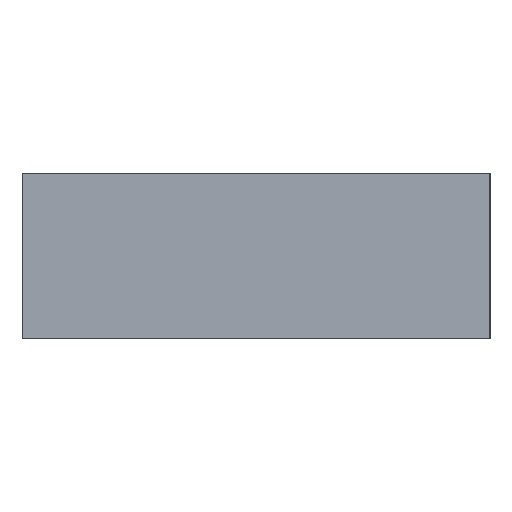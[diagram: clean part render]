
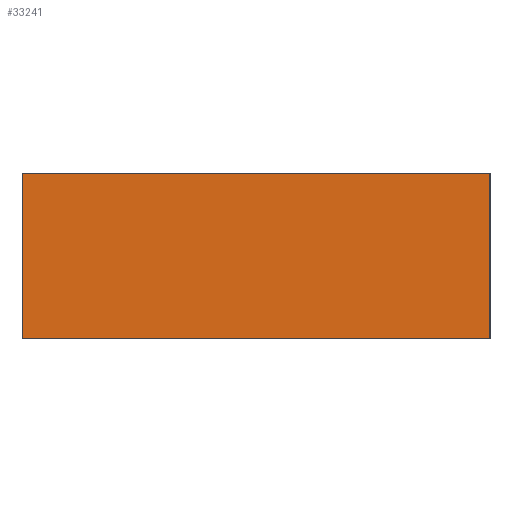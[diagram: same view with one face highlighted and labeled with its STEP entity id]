
A CAD part, front view. The second image highlights one B-rep face of the part: STEP entity #33241.
In plain terms, the highlighted planar face has unit normal (0, -1, 0).
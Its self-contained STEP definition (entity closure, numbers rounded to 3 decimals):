
#791 = ORIENTED_EDGE ( 'NONE', *, *, #27139, .T. ) ;
#1453 = DIRECTION ( 'NONE',  ( 1., 0., 0. ) ) ;
#5174 = FACE_OUTER_BOUND ( 'NONE', #30617, .T. ) ;
#6223 = VECTOR ( 'NONE', #26956, 1000. ) ;
#7390 = VECTOR ( 'NONE', #1453, 1000. ) ;
#7781 = DIRECTION ( 'NONE',  ( 0., 0., 1. ) ) ;
#9536 = VERTEX_POINT ( 'NONE', #13697 ) ;
#10952 = CARTESIAN_POINT ( 'NONE',  ( 113., -20., 40. ) ) ;
#13697 = CARTESIAN_POINT ( 'NONE',  ( -113., -20., 40. ) ) ;
#14204 = LINE ( 'NONE', #40083, #6223 ) ;
#14857 = VECTOR ( 'NONE', #7781, 1000. ) ;
#15886 = EDGE_CURVE ( 'NONE', #9536, #26218, #14204, .T. ) ;
#16412 = LINE ( 'NONE', #29599, #35908 ) ;
#17934 = ORIENTED_EDGE ( 'NONE', *, *, #35232, .T. ) ;
#18124 = CARTESIAN_POINT ( 'NONE',  ( 0., -20., 0. ) ) ;
#20433 = VERTEX_POINT ( 'NONE', #34978 ) ;
#21610 = CARTESIAN_POINT ( 'NONE',  ( 113., -20., -40. ) ) ;
#24587 = CARTESIAN_POINT ( 'NONE',  ( -113., -20., -40. ) ) ;
#26052 = VERTEX_POINT ( 'NONE', #21610 ) ;
#26218 = VERTEX_POINT ( 'NONE', #30695 ) ;
#26956 = DIRECTION ( 'NONE',  ( 0., 0., -1. ) ) ;
#27139 = EDGE_CURVE ( 'NONE', #26052, #20433, #40037, .T. ) ;
#27907 = PLANE ( 'NONE',  #36497 ) ;
#28491 = ORIENTED_EDGE ( 'NONE', *, *, #15886, .T. ) ;
#29599 = CARTESIAN_POINT ( 'NONE',  ( -113., -20., 40. ) ) ;
#29809 = DIRECTION ( 'NONE',  ( -1., 0., 0. ) ) ;
#30617 = EDGE_LOOP ( 'NONE', ( #28491, #35690, #791, #17934 ) ) ;
#30695 = CARTESIAN_POINT ( 'NONE',  ( -113., -20., -40. ) ) ;
#30954 = LINE ( 'NONE', #24587, #7390 ) ;
#30955 = EDGE_CURVE ( 'NONE', #26218, #26052, #30954, .T. ) ;
#33241 = ADVANCED_FACE ( 'NONE', ( #5174 ), #27907, .T. ) ;
#34036 = DIRECTION ( 'NONE',  ( 0., 0., -1. ) ) ;
#34450 = DIRECTION ( 'NONE',  ( 0., -1., 0. ) ) ;
#34978 = CARTESIAN_POINT ( 'NONE',  ( 113., -20., 40. ) ) ;
#35232 = EDGE_CURVE ( 'NONE', #20433, #9536, #16412, .T. ) ;
#35690 = ORIENTED_EDGE ( 'NONE', *, *, #30955, .T. ) ;
#35908 = VECTOR ( 'NONE', #29809, 1000. ) ;
#36497 = AXIS2_PLACEMENT_3D ( 'NONE', #18124, #34450, #34036 ) ;
#40037 = LINE ( 'NONE', #10952, #14857 ) ;
#40083 = CARTESIAN_POINT ( 'NONE',  ( -113., -20., 40. ) ) ;
